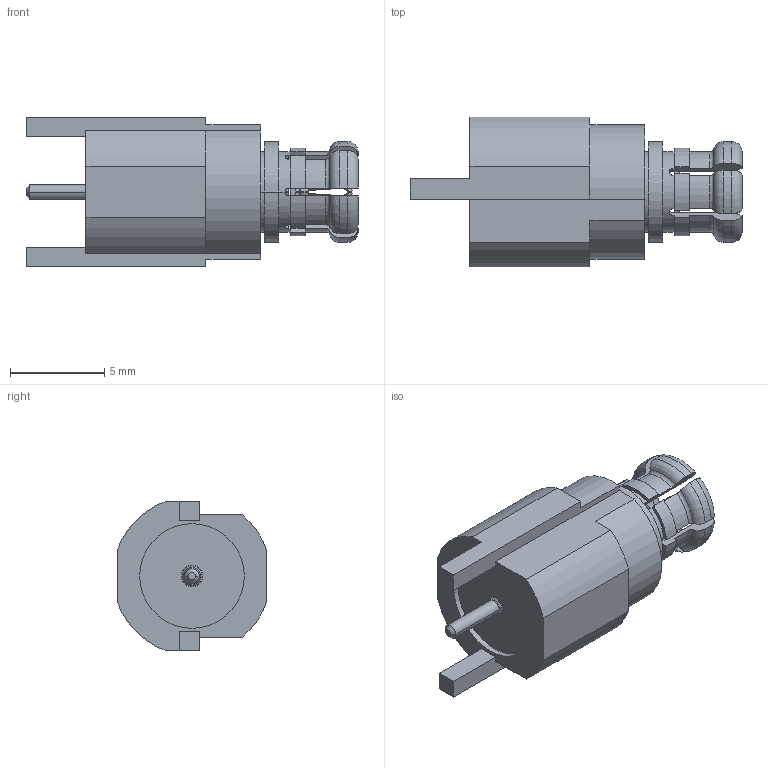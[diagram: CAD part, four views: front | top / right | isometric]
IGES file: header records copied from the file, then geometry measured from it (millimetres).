
Start section:  PTC IGES file: 920-123p-71p_REV-B.igs
Global section: file name: 920-123p-71p_REV-B.igs; native system: Pro/ENGINEER by Parametric Technology Corporation; preprocessor: 2008010; author: clementlazer; organization: Unknown; date: 20090824.143045; units: inch
Bounding box: 17.58 x 7.92 x 7.92 mm (x, y, z)
Surface area: 602.8 mm2 (no closed solid volume)
Topology: 0 solids, 0 shells, 161 faces, 950 edges, 950 vertices
Faces by surface type: revolution 105, bspline 56
